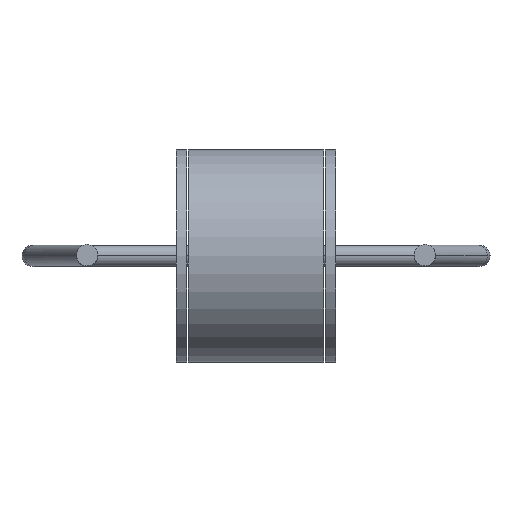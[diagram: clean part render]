
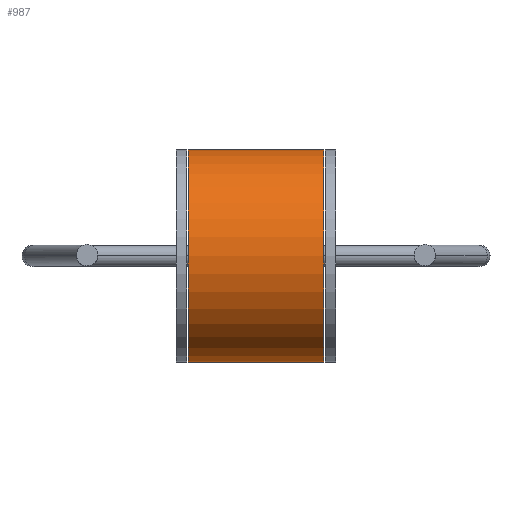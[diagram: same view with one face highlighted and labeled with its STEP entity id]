
A CAD part, top view. The second image highlights one B-rep face of the part: STEP entity #987.
In plain terms, the highlighted cylindrical face has radius 4 mm (diameter 8 mm), a partial arc.
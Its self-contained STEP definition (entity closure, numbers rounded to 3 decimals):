
#494=DIRECTION('',(1.,0.,0.));
#495=VECTOR('',#494,5.1);
#496=CARTESIAN_POINT('',(0.45,-4.,0.));
#497=LINE('',#496,#495);
#513=CARTESIAN_POINT('',(0.45,0.,0.));
#514=DIRECTION('',(-1.,0.,0.));
#515=DIRECTION('',(0.,-1.,0.));
#516=AXIS2_PLACEMENT_3D('',#513,#514,#515);
#518=DIRECTION('',(1.,0.,0.));
#519=VECTOR('',#518,5.1);
#520=CARTESIAN_POINT('',(0.45,4.,0.));
#521=LINE('',#520,#519);
#522=CARTESIAN_POINT('',(5.55,0.,0.));
#523=DIRECTION('',(1.,0.,0.));
#524=DIRECTION('',(0.,1.,0.));
#525=AXIS2_PLACEMENT_3D('',#522,#523,#524);
#653=CARTESIAN_POINT('',(0.45,4.,0.));
#654=CARTESIAN_POINT('',(0.45,-4.,0.));
#655=VERTEX_POINT('',#653);
#656=VERTEX_POINT('',#654);
#657=CARTESIAN_POINT('',(5.55,-4.,0.));
#658=CARTESIAN_POINT('',(5.55,4.,0.));
#659=VERTEX_POINT('',#657);
#660=VERTEX_POINT('',#658);
#976=CARTESIAN_POINT('',(0.,0.,0.));
#977=DIRECTION('',(1.,0.,0.));
#978=DIRECTION('',(0.,-1.,0.));
#979=AXIS2_PLACEMENT_3D('',#976,#977,#978);
#980=CYLINDRICAL_SURFACE('',#979,4.);
#981=ORIENTED_EDGE('',*,*,#965,.T.);
#982=ORIENTED_EDGE('',*,*,#954,.T.);
#983=ORIENTED_EDGE('',*,*,#934,.T.);
#984=ORIENTED_EDGE('',*,*,#951,.F.);
#985=EDGE_LOOP('',(#981,#982,#983,#984));
#986=FACE_OUTER_BOUND('',#985,.F.);
#517=CIRCLE('',#516,4.);
#526=CIRCLE('',#525,4.);
#934=EDGE_CURVE('',#660,#659,#526,.T.);
#951=EDGE_CURVE('',#656,#659,#497,.T.);
#954=EDGE_CURVE('',#655,#660,#521,.T.);
#965=EDGE_CURVE('',#656,#655,#517,.T.);
#987=ADVANCED_FACE('',(#986),#980,.T.);
